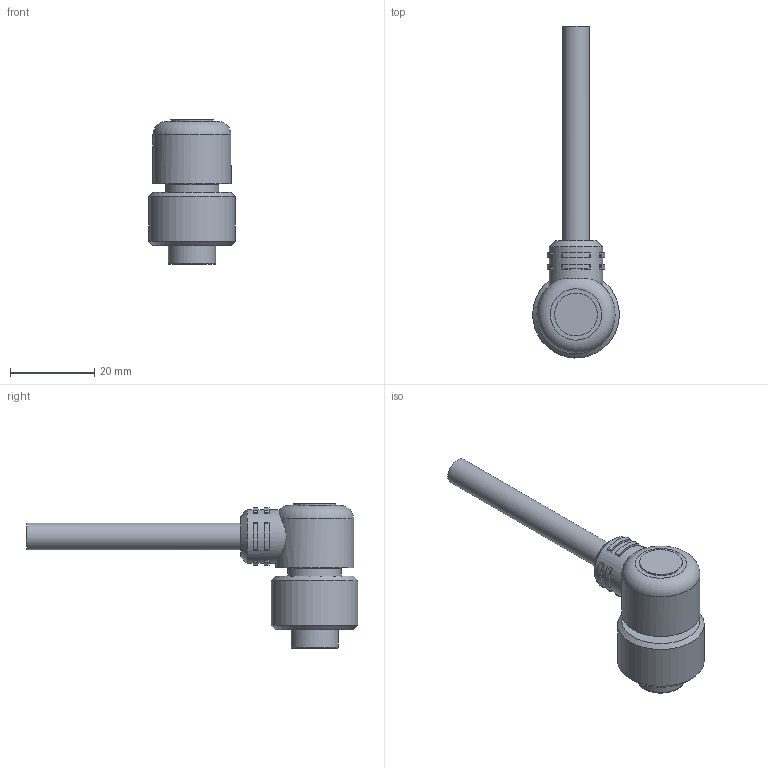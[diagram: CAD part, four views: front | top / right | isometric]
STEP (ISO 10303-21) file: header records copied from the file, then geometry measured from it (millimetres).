
FILE_DESCRIPTION(/* description */ (''),/* implementation_level */ '2;1');
FILE_NAME(/* name */ 'A3U.stp',/* time_stamp */ '2017-05-02T15:51:36-04:00',/* author */ ('aneininger'),/* organization */ ('CONNECTION TECHNOLOGY CENTER'),/* preprocessor_version */ 'ST-DEVELOPER v16.5',/* originating_system */ 'Autodesk Inventor 2017',/* authorisation */ '');
FILE_SCHEMA (('AUTOMOTIVE_DESIGN { 1 0 10303 214 3 1 1 }'));
Length unit declared in the file: inch
Products named in the file (1): Part1
Bounding box: 20.56 x 78.76 x 34.24 mm (x, y, z)
Volume: 8971.6 mm3; surface area: 7415.8 mm2
Topology: 3 solids, 9 shells, 602 faces, 1213 edges, 707 vertices
Faces by surface type: cylinder 263, plane 251, bspline 47, torus 21, cone 20
Full cylindrical faces by diameter (mm): 0.128 x19, 0.203 x48, 1.016 x3, 1.575 x4, 1.727 x6, 2.286 x3, 2.565 x3, 2.819 x3, 3.302 x6, 3.708 x3, 3.937 x1, 4.445 x1, 4.572 x1, 6.35 x2, 9.271 x1, 10.16 x1, 11.328 x3, 12.649 x1, 12.7 x1, 12.827 x1, 14.605 x1, 14.732 x1, 15.875 x1, 18.542 x1, 20.574 x1
Entity records: 17355 total; most frequent: CARTESIAN_POINT 4882, DIRECTION 2589, ORIENTED_EDGE 2204, AXIS2_PLACEMENT_3D 1126, EDGE_CURVE 1028, EDGE_LOOP 834, VERTEX_POINT 658, FACE_OUTER_BOUND 599
